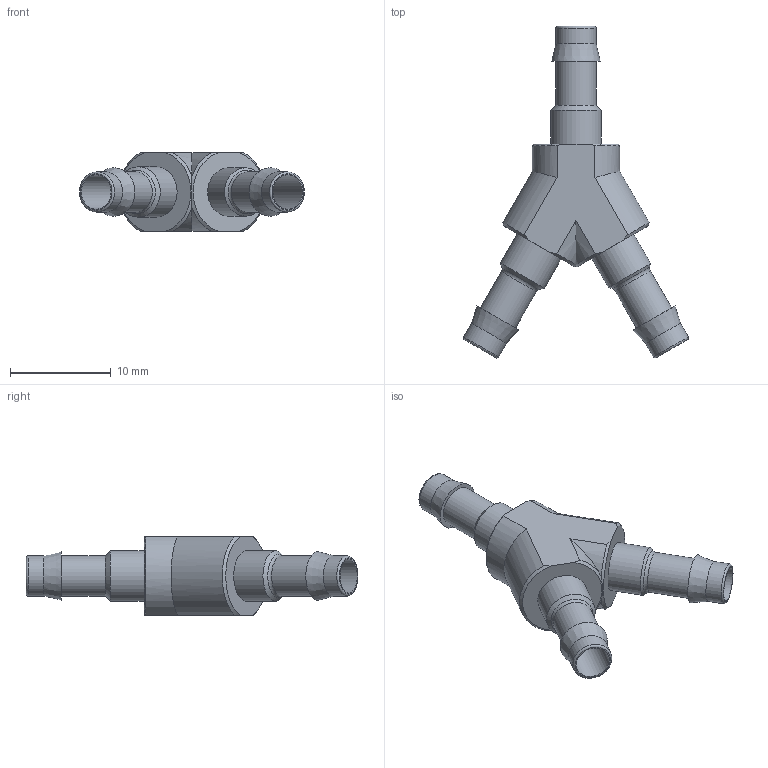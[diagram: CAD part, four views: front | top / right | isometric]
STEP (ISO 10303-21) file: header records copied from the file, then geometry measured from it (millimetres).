
FILE_DESCRIPTION(/* description */ ('STEP AP214'),/* implementation_level */ '2;1');
FILE_NAME(/* name */ '9586_Y-PK-4',/* time_stamp */ '2024-09-18T13:36:36+02:00',/* author */ ('License CC BY-ND 4.0'),/* organization */ ('CADENAS'),/* preprocessor_version */ 'ST-DEVELOPER v19.3',/* originating_system */ 'PARTsolutions',/* authorisation */ ' ');
FILE_SCHEMA (('AUTOMOTIVE_DESIGN {1 0 10303 214 3 1 1}'));
Length unit declared in the file: millimetre
Products named in the file (1): 9586 Y-PK-4
Bounding box: 22.29 x 32.88 x 7.8 mm (x, y, z)
Volume: 852.5 mm3; surface area: 1488.8 mm2
Topology: 1 solids, 1 shells, 48 faces, 108 edges, 67 vertices
Faces by surface type: cylinder 20, cone 12, plane 11, torus 5
Full cylindrical faces by diameter (mm): 3.4 x3, 4 x6, 4.8 x1, 5 x2
Entity records: 1572 total; most frequent: CARTESIAN_POINT 232, DIRECTION 216, ORIENTED_EDGE 162, AXIS2_PLACEMENT_3D 99, EDGE_CURVE 81, EDGE_LOOP 80, FACE_BOUND 80, VERTEX_POINT 63
